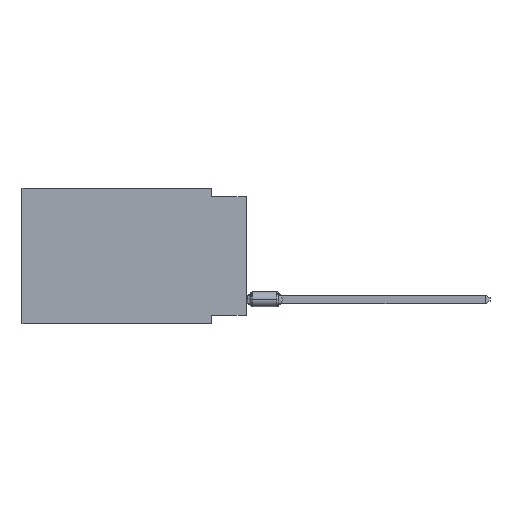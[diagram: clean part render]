
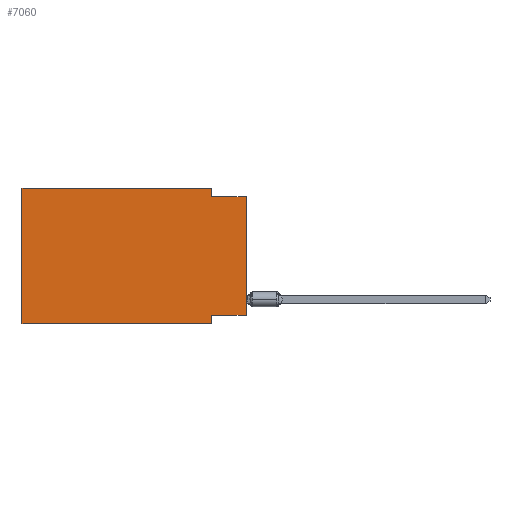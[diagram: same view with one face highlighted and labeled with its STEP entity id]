
A CAD part, left-side view. The second image highlights one B-rep face of the part: STEP entity #7060.
In plain terms, the highlighted planar face has unit normal (-1, 0, 0).
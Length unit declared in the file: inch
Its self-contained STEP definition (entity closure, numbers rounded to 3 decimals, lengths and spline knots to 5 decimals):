
#289 = DIRECTION ( 'NONE',  ( 0., 0., 1. ) ) ;
#312 = EDGE_CURVE ( 'NONE', #7405, #10626, #20422, .T. ) ;
#689 = EDGE_CURVE ( 'NONE', #4103, #2449, #15400, .T. ) ;
#979 = EDGE_CURVE ( 'NONE', #15484, #4103, #8387, .T. ) ;
#1495 = CARTESIAN_POINT ( 'NONE',  ( 0., 0.1, -0.025 ) ) ;
#2449 = VERTEX_POINT ( 'NONE', #7833 ) ;
#2681 = CARTESIAN_POINT ( 'NONE',  ( 0., 0., -0.365 ) ) ;
#2910 = DIRECTION ( 'NONE',  ( 0., 1., 0. ) ) ;
#2958 = CARTESIAN_POINT ( 'NONE',  ( 0., 0., -0.025 ) ) ;
#3497 = VECTOR ( 'NONE', #16425, 39.37008 ) ;
#3547 = CARTESIAN_POINT ( 'NONE',  ( 0., 0., -0.365 ) ) ;
#3590 = DIRECTION ( 'NONE',  ( 0., -1., 0. ) ) ;
#3899 = ORIENTED_EDGE ( 'NONE', *, *, #312, .F. ) ;
#4103 = VERTEX_POINT ( 'NONE', #4476 ) ;
#4437 = DIRECTION ( 'NONE',  ( 0., 0., -1. ) ) ;
#4476 = CARTESIAN_POINT ( 'NONE',  ( 0., 0.645, 0. ) ) ;
#4648 = EDGE_CURVE ( 'NONE', #2449, #11706, #12517, .T. ) ;
#4959 = ORIENTED_EDGE ( 'NONE', *, *, #14584, .T. ) ;
#5211 = PLANE ( 'NONE',  #6860 ) ;
#5319 = FACE_OUTER_BOUND ( 'NONE', #13387, .T. ) ;
#5959 = CARTESIAN_POINT ( 'NONE',  ( 0., 0.645, 0. ) ) ;
#6140 = EDGE_CURVE ( 'NONE', #11706, #7885, #17493, .T. ) ;
#6603 = LINE ( 'NONE', #17843, #20135 ) ;
#6860 = AXIS2_PLACEMENT_3D ( 'NONE', #11691, #15071, #18147 ) ;
#6889 = LINE ( 'NONE', #18014, #3497 ) ;
#7060 = ADVANCED_FACE ( 'NONE', ( #5319 ), #5211, .F. ) ;
#7405 = VERTEX_POINT ( 'NONE', #3547 ) ;
#7734 = CARTESIAN_POINT ( 'NONE',  ( 0., 0.1, -0.39 ) ) ;
#7771 = EDGE_CURVE ( 'NONE', #10626, #10927, #6603, .T. ) ;
#7833 = CARTESIAN_POINT ( 'NONE',  ( 0., 0.1, 0. ) ) ;
#7885 = VERTEX_POINT ( 'NONE', #8620 ) ;
#7979 = CARTESIAN_POINT ( 'NONE',  ( 0., 0.1, -0.365 ) ) ;
#8259 = VECTOR ( 'NONE', #2910, 39.37008 ) ;
#8387 = LINE ( 'NONE', #19957, #9160 ) ;
#8620 = CARTESIAN_POINT ( 'NONE',  ( 0., 0., -0.025 ) ) ;
#8883 = VECTOR ( 'NONE', #3590, 39.37008 ) ;
#9160 = VECTOR ( 'NONE', #289, 39.37008 ) ;
#9364 = CARTESIAN_POINT ( 'NONE',  ( 0., 0., 0. ) ) ;
#10626 = VERTEX_POINT ( 'NONE', #7979 ) ;
#10710 = VECTOR ( 'NONE', #4437, 39.37008 ) ;
#10927 = VERTEX_POINT ( 'NONE', #7734 ) ;
#11352 = VECTOR ( 'NONE', #17099, 39.37008 ) ;
#11399 = ORIENTED_EDGE ( 'NONE', *, *, #4648, .F. ) ;
#11691 = CARTESIAN_POINT ( 'NONE',  ( 0., 0.645, 0. ) ) ;
#11706 = VERTEX_POINT ( 'NONE', #1495 ) ;
#12053 = CARTESIAN_POINT ( 'NONE',  ( 0., 0.645, -0.39 ) ) ;
#12338 = LINE ( 'NONE', #9364, #11352 ) ;
#12517 = LINE ( 'NONE', #19399, #10710 ) ;
#13329 = ORIENTED_EDGE ( 'NONE', *, *, #7771, .F. ) ;
#13387 = EDGE_LOOP ( 'NONE', ( #13645, #15666, #11399, #20689, #17102, #4959, #13329, #3899 ) ) ;
#13645 = ORIENTED_EDGE ( 'NONE', *, *, #15864, .T. ) ;
#14120 = DIRECTION ( 'NONE',  ( 0., -1., 0. ) ) ;
#14584 = EDGE_CURVE ( 'NONE', #15484, #10927, #6889, .T. ) ;
#15071 = DIRECTION ( 'NONE',  ( 1., 0., 0. ) ) ;
#15400 = LINE ( 'NONE', #5959, #20512 ) ;
#15484 = VERTEX_POINT ( 'NONE', #12053 ) ;
#15666 = ORIENTED_EDGE ( 'NONE', *, *, #6140, .F. ) ;
#15864 = EDGE_CURVE ( 'NONE', #7405, #7885, #12338, .T. ) ;
#16425 = DIRECTION ( 'NONE',  ( 0., -1., 0. ) ) ;
#16544 = DIRECTION ( 'NONE',  ( 0., 0., -1. ) ) ;
#17099 = DIRECTION ( 'NONE',  ( 0., 0., 1. ) ) ;
#17102 = ORIENTED_EDGE ( 'NONE', *, *, #979, .F. ) ;
#17493 = LINE ( 'NONE', #2958, #8883 ) ;
#17843 = CARTESIAN_POINT ( 'NONE',  ( 0., 0.1, -0.39 ) ) ;
#18014 = CARTESIAN_POINT ( 'NONE',  ( 0., 0.645, -0.39 ) ) ;
#18147 = DIRECTION ( 'NONE',  ( 0., 0., -1. ) ) ;
#19399 = CARTESIAN_POINT ( 'NONE',  ( 0., 0.1, 0. ) ) ;
#19957 = CARTESIAN_POINT ( 'NONE',  ( 0., 0.645, 0. ) ) ;
#20135 = VECTOR ( 'NONE', #16544, 39.37008 ) ;
#20422 = LINE ( 'NONE', #2681, #8259 ) ;
#20512 = VECTOR ( 'NONE', #14120, 39.37008 ) ;
#20689 = ORIENTED_EDGE ( 'NONE', *, *, #689, .F. ) ;
